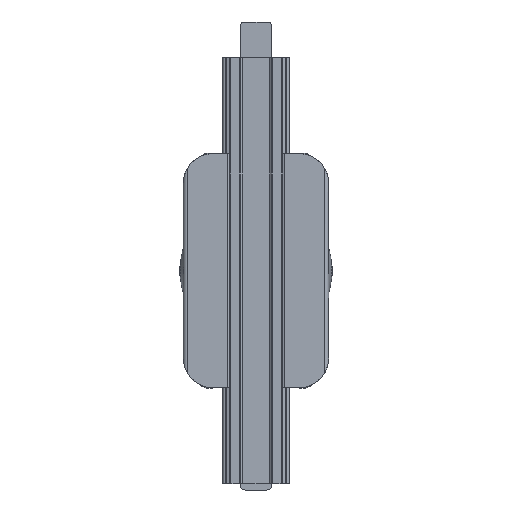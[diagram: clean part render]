
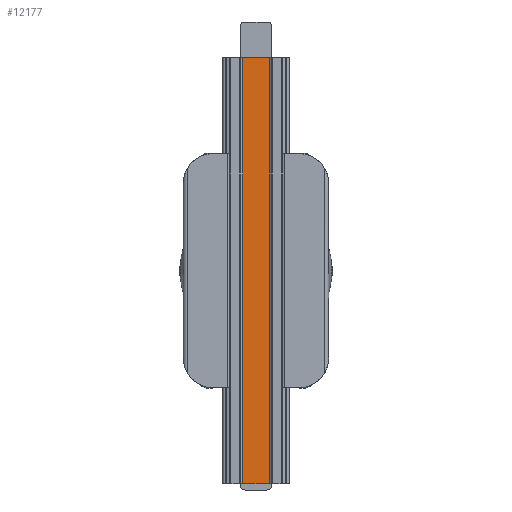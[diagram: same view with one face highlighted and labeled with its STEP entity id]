
A CAD part, front view. The second image highlights one B-rep face of the part: STEP entity #12177.
In plain terms, the highlighted planar face has unit normal (0, -1, 0).
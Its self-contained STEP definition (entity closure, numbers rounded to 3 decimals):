
#623=PLANE('',#13605);
#1156=LINE('',#22034,#1916);
#1200=LINE('',#22626,#1960);
#1415=LINE('',#24592,#2175);
#1416=LINE('',#24594,#2176);
#1916=VECTOR('',#15642,10.);
#1960=VECTOR('',#15830,10.);
#2175=VECTOR('',#17115,10.);
#2176=VECTOR('',#17118,10.);
#3063=FACE_OUTER_BOUND('',#3776,.T.);
#3776=EDGE_LOOP('',(#11328,#11329,#11330,#11331));
#5600=VERTEX_POINT('',#22031);
#5601=VERTEX_POINT('',#22033);
#5666=VERTEX_POINT('',#22623);
#5667=VERTEX_POINT('',#22625);
#7114=EDGE_CURVE('',#5601,#5600,#1156,.T.);
#7214=EDGE_CURVE('',#5667,#5666,#1200,.T.);
#7744=EDGE_CURVE('',#5600,#5667,#1415,.T.);
#7745=EDGE_CURVE('',#5666,#5601,#1416,.T.);
#11328=ORIENTED_EDGE('',*,*,#7744,.T.);
#11329=ORIENTED_EDGE('',*,*,#7214,.T.);
#11330=ORIENTED_EDGE('',*,*,#7745,.T.);
#11331=ORIENTED_EDGE('',*,*,#7114,.T.);
#12177=ADVANCED_FACE('',(#3063),#623,.T.);
#13605=AXIS2_PLACEMENT_3D('',#24593,#17116,#17117);
#15642=DIRECTION('',(-1.,0.,0.));
#15830=DIRECTION('',(1.,0.,0.));
#17115=DIRECTION('',(0.,0.,-1.));
#17116=DIRECTION('center_axis',(0.,-1.,0.));
#17117=DIRECTION('ref_axis',(-1.,0.,0.));
#17118=DIRECTION('',(0.,0.,1.));
#22031=CARTESIAN_POINT('',(-6.151,1.,100.));
#22033=CARTESIAN_POINT('',(6.151,1.,100.));
#22034=CARTESIAN_POINT('',(3.075,1.,100.));
#22623=CARTESIAN_POINT('',(6.151,1.,-100.));
#22625=CARTESIAN_POINT('',(-6.151,1.,-100.));
#22626=CARTESIAN_POINT('',(3.075,1.,-100.));
#24592=CARTESIAN_POINT('',(-6.151,1.,0.));
#24593=CARTESIAN_POINT('Origin',(6.151,1.,0.));
#24594=CARTESIAN_POINT('',(6.151,1.,0.));
